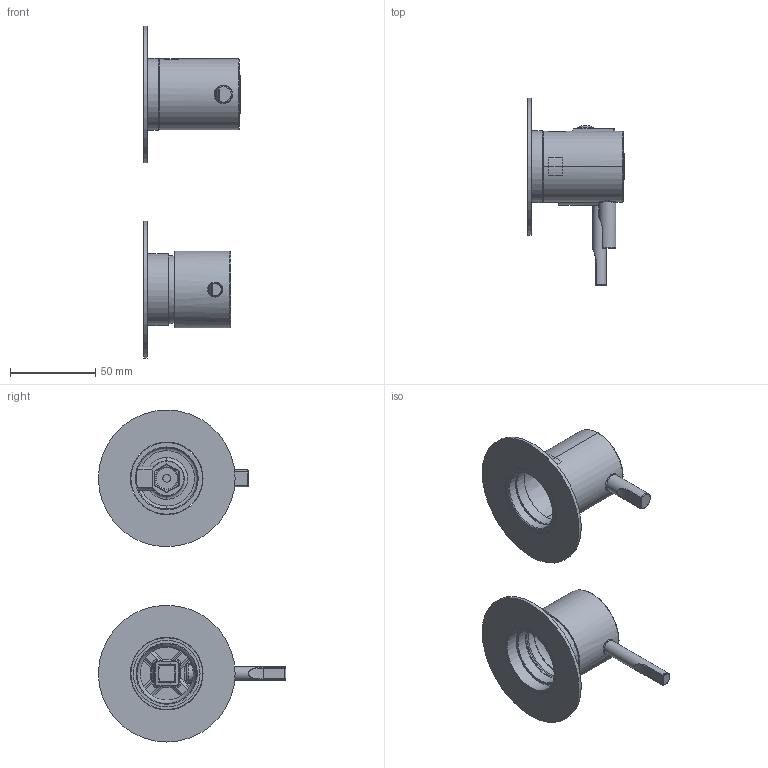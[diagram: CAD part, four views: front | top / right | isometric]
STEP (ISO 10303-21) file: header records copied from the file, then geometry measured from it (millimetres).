
FILE_DESCRIPTION (( 'STEP AP214' ), '1' );
FILE_NAME ('39DP10449.STEP', '2024-10-14T07:45:48', ( '' ), ( '' ), 'SwSTEP 2.0', 'SolidWorks 2021', '' );
FILE_SCHEMA (( 'AUTOMOTIVE_DESIGN' ));
Length unit declared in the file: millimetre
Products named in the file (1): 39DP10449
Bounding box: 56.65 x 109.55 x 194.24 mm (x, y, z)
Volume: 68240 mm3; surface area: 60971.4 mm2
Topology: 11 solids, 11 shells, 402 faces, 939 edges, 565 vertices
Faces by surface type: plane 141, cylinder 113, bspline 56, torus 36, cone 31, sphere 25
Full cylindrical faces by diameter (mm): 4.2 x1, 6.8 x1, 8 x1, 8.5 x1, 9.5 x1, 10 x1, 12 x1, 25.6 x1, 28.6 x1, 31 x2, 31.6 x1, 35.8 x3, 36 x1, 37 x1, 37.8 x1, 37.9 x1, 39 x2, 40.85 x1, 42 x2, 42.5 x2, 45 x1, 80 x2
Entity records: 18825 total; most frequent: CARTESIAN_POINT 5880, ORIENTED_EDGE 1720, DIRECTION 1701, EDGE_CURVE 860, AXIS2_PLACEMENT_3D 680, VERTEX_POINT 549, EDGE_LOOP 489, FACE_OUTER_BOUND 441
